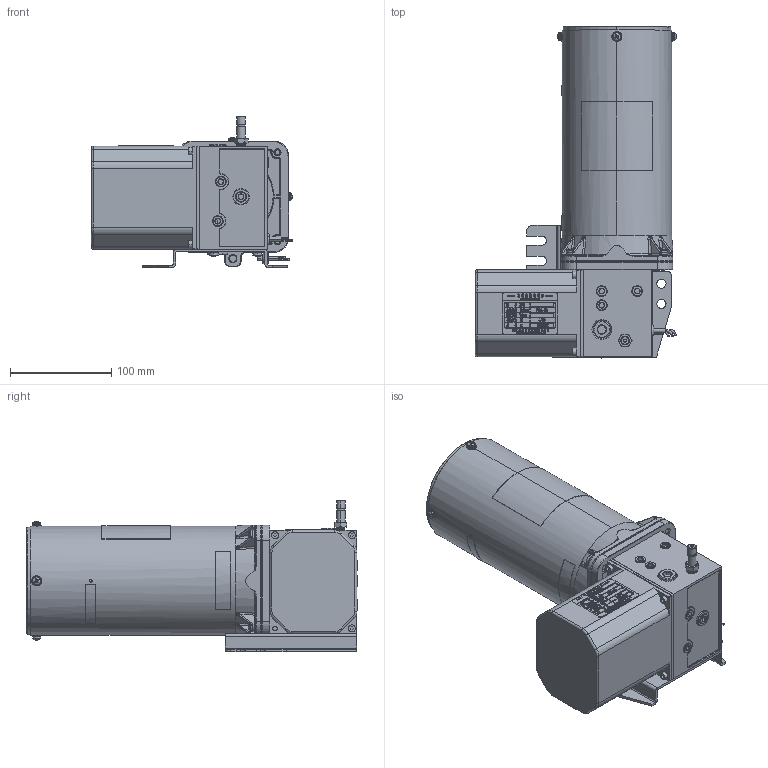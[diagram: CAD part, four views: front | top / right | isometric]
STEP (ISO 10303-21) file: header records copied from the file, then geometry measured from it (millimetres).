
FILE_DESCRIPTION (( 'STEP AP214' ), '1' );
FILE_NAME ('GGP-H100.15口K（侧边发讯）.STEP', '2025-07-16T06:48:57', ( 'User' ), ( 'Microsoft' ), 'SwSTEP 2.0', 'SolidWorks 2018', '' );
FILE_SCHEMA (( 'AUTOMOTIVE_DESIGN' ));
Length unit declared in the file: millimetre
Products named in the file (1): GGP-H100.15口K（侧边发讯）
Bounding box: 199.09 x 328 x 149.5 mm (x, y, z)
Surface area: 242309.7 mm2 (no closed solid volume)
Topology: 0 solids, 127 shells, 1455 faces, 11103 edges, 9673 vertices
Faces by surface type: plane 650, cylinder 342, bspline 165, cone 147, torus 101, sphere 50
Entity records: 154679 total; most frequent: CARTESIAN_POINT 65118, ORIENTED_EDGE 13610, DIRECTION 12156, EDGE_CURVE 11090, VERTEX_POINT 9668, VECTOR 6422, LINE 6422, B_SPLINE_CURVE_WITH_KNOTS 3021
